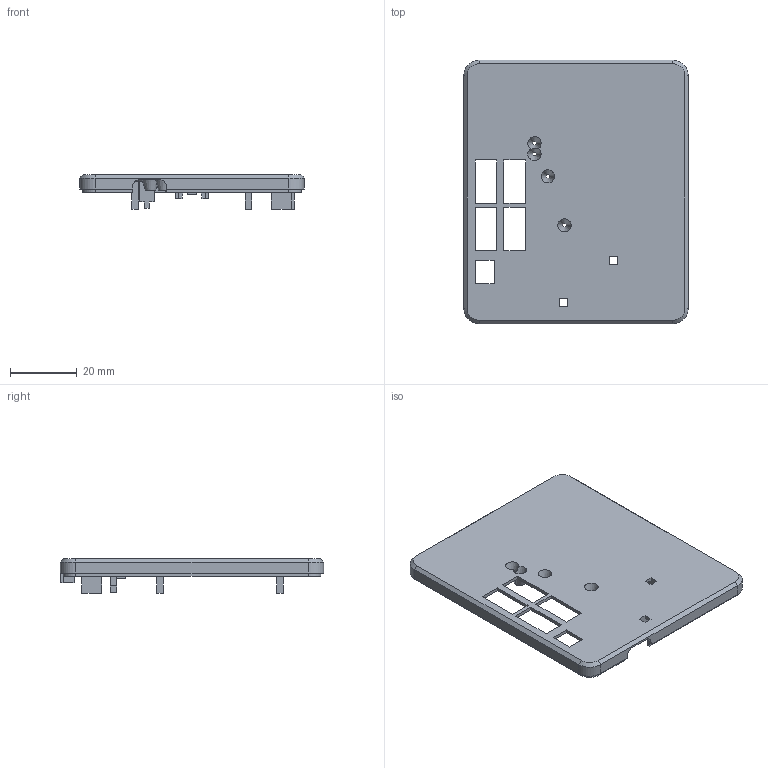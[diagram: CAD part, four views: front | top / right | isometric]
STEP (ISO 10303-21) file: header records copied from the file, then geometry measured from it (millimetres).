
FILE_DESCRIPTION(/* description */ (''),/* implementation_level */ '2;1');
FILE_NAME(/* name */ 'case_type2_top.step',/* time_stamp */ '2025-11-02T00:12:02+09:00',/* author */ (''),/* organization */ (''),/* preprocessor_version */ 'ST-DEVELOPER v20.1',/* originating_system */ 'Autodesk Translation Framework v14.17.0.0',/* authorisation */ '');
FILE_SCHEMA (('AUTOMOTIVE_DESIGN { 1 0 10303 214 3 1 1 }'));
Length unit declared in the file: millimetre
Products named in the file (1): case_type2
Bounding box: 67.3 x 79 x 10.4 mm (x, y, z)
Volume: 7993.1 mm3; surface area: 14430 mm2
Topology: 1 solids, 1 shells, 241 faces, 610 edges, 392 vertices
Faces by surface type: plane 183, cylinder 37, cone 21
Full cylindrical faces by diameter (mm): 3 x2, 3.2 x5, 6 x7
Entity records: 7251 total; most frequent: CARTESIAN_POINT 1289, ORIENTED_EDGE 1220, DIRECTION 1200, EDGE_CURVE 610, LINE 492, VECTOR 492, VERTEX_POINT 392, AXIS2_PLACEMENT_3D 354
